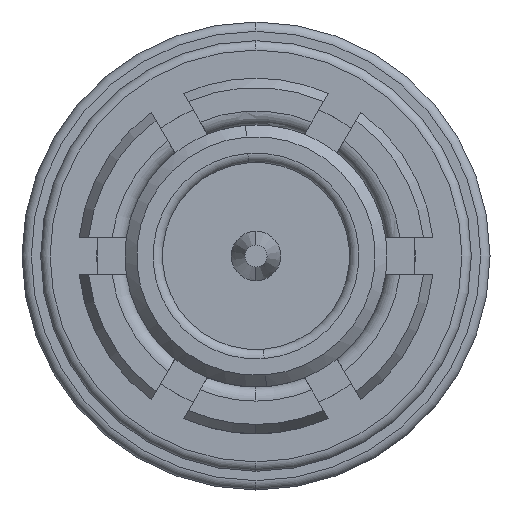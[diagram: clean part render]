
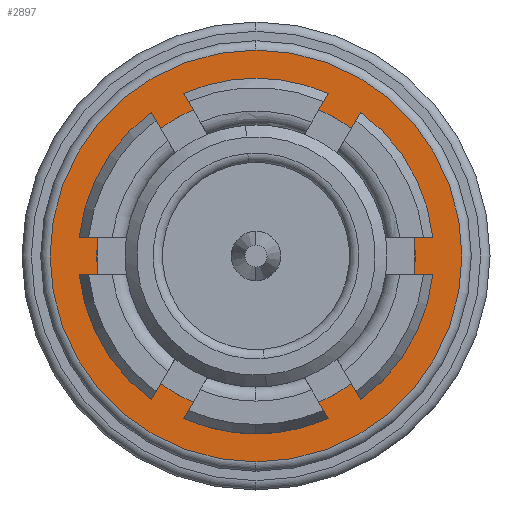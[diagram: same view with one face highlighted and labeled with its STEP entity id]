
A CAD part, left-side view. The second image highlights one B-rep face of the part: STEP entity #2897.
In plain terms, the highlighted planar face has unit normal (-1, 0, 0).
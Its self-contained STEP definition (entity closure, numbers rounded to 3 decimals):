
#498 = EDGE_LOOP ( 'NONE', ( #7580, #7428 ) ) ;
#536 = CARTESIAN_POINT ( 'NONE',  ( -0.9, 0., 2.2 ) ) ;
#677 = DIRECTION ( 'NONE',  ( -1., 0., 0. ) ) ;
#821 = CARTESIAN_POINT ( 'NONE',  ( -0.9, 0., 0. ) ) ;
#851 = PLANE ( 'NONE',  #4199 ) ;
#1106 = FACE_OUTER_BOUND ( 'NONE', #498, .T. ) ;
#1447 = DIRECTION ( 'NONE',  ( 0., 0., -1. ) ) ;
#1502 = DIRECTION ( 'NONE',  ( 1., 0., 0. ) ) ;
#1508 = ORIENTED_EDGE ( 'NONE', *, *, #2372, .F. ) ;
#1589 = DIRECTION ( 'NONE',  ( -1., 0., 0. ) ) ;
#1595 = EDGE_CURVE ( 'NONE', #4753, #4787, #5105, .T. ) ;
#1691 = CARTESIAN_POINT ( 'NONE',  ( -0.9, 0., 0. ) ) ;
#2093 = VERTEX_POINT ( 'NONE', #4427 ) ;
#2309 = AXIS2_PLACEMENT_3D ( 'NONE', #4431, #677, #5083 ) ;
#2372 = EDGE_CURVE ( 'NONE', #5586, #2093, #4788, .T. ) ;
#2766 = FACE_BOUND ( 'NONE', #6759, .T. ) ;
#2897 = ADVANCED_FACE ( 'NONE', ( #1106, #2766 ), #851, .F. ) ;
#2900 = CARTESIAN_POINT ( 'NONE',  ( -0.9, 0., 1.7 ) ) ;
#3119 = AXIS2_PLACEMENT_3D ( 'NONE', #5385, #1589, #5985 ) ;
#4199 = AXIS2_PLACEMENT_3D ( 'NONE', #5288, #1502, #5890 ) ;
#4427 = CARTESIAN_POINT ( 'NONE',  ( -0.9, 0., -1.7 ) ) ;
#4431 = CARTESIAN_POINT ( 'NONE',  ( -0.9, 0., 0. ) ) ;
#4549 = DIRECTION ( 'NONE',  ( 0., 0., -1. ) ) ;
#4753 = VERTEX_POINT ( 'NONE', #7040 ) ;
#4787 = VERTEX_POINT ( 'NONE', #536 ) ;
#4788 = CIRCLE ( 'NONE', #3119, 1.7 ) ;
#5083 = DIRECTION ( 'NONE',  ( 0., 0., 1. ) ) ;
#5105 = CIRCLE ( 'NONE', #7151, 2.2 ) ;
#5227 = DIRECTION ( 'NONE',  ( -1., 0., 0. ) ) ;
#5288 = CARTESIAN_POINT ( 'NONE',  ( -0.9, 1.7, 0. ) ) ;
#5385 = CARTESIAN_POINT ( 'NONE',  ( -0.9, 0., 0. ) ) ;
#5586 = VERTEX_POINT ( 'NONE', #2900 ) ;
#5890 = DIRECTION ( 'NONE',  ( 0., 0., -1. ) ) ;
#5985 = DIRECTION ( 'NONE',  ( 0., 0., 1. ) ) ;
#5992 = ORIENTED_EDGE ( 'NONE', *, *, #8098, .F. ) ;
#6269 = DIRECTION ( 'NONE',  ( -1., 0., 0. ) ) ;
#6431 = EDGE_CURVE ( 'NONE', #4787, #4753, #6447, .T. ) ;
#6447 = CIRCLE ( 'NONE', #6535, 2.2 ) ;
#6535 = AXIS2_PLACEMENT_3D ( 'NONE', #821, #5227, #1447 ) ;
#6759 = EDGE_LOOP ( 'NONE', ( #1508, #5992 ) ) ;
#7040 = CARTESIAN_POINT ( 'NONE',  ( -0.9, 0., -2.2 ) ) ;
#7151 = AXIS2_PLACEMENT_3D ( 'NONE', #1691, #6269, #4549 ) ;
#7155 = CIRCLE ( 'NONE', #2309, 1.7 ) ;
#7428 = ORIENTED_EDGE ( 'NONE', *, *, #6431, .T. ) ;
#7580 = ORIENTED_EDGE ( 'NONE', *, *, #1595, .T. ) ;
#8098 = EDGE_CURVE ( 'NONE', #2093, #5586, #7155, .T. ) ;
